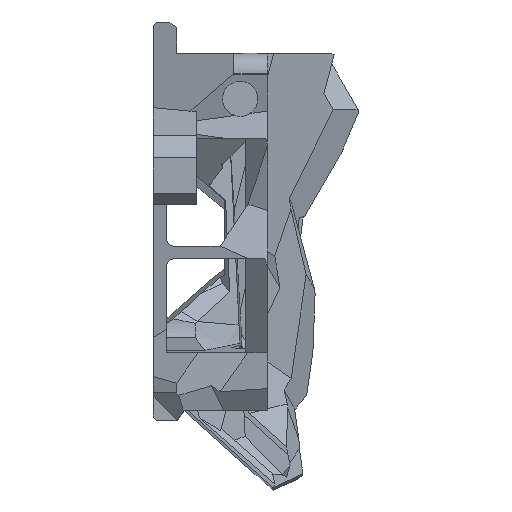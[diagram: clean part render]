
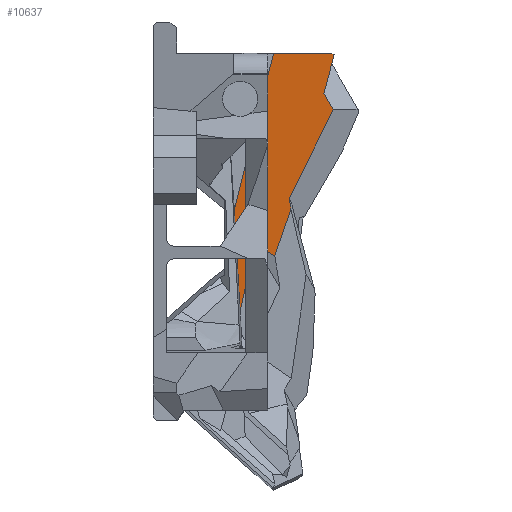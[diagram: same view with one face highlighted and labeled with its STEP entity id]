
A CAD part, left-side view. The second image highlights one B-rep face of the part: STEP entity #10637.
In plain terms, the highlighted planar face has unit normal (-0.997, 0.052, -0.056).
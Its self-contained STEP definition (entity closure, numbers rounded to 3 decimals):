
#476 = LINE ( 'NONE', #7938, #9808 ) ;
#511 = LINE ( 'NONE', #6672, #13213 ) ;
#659 = VERTEX_POINT ( 'NONE', #10263 ) ;
#819 = VECTOR ( 'NONE', #1408, 1000. ) ;
#902 = VECTOR ( 'NONE', #17136, 1000. ) ;
#925 = DIRECTION ( 'NONE',  ( 0., -0.731, -0.682 ) ) ;
#1249 = VERTEX_POINT ( 'NONE', #15056 ) ;
#1274 = CARTESIAN_POINT ( 'NONE',  ( 27.487, 3.497, 28.515 ) ) ;
#1332 = ORIENTED_EDGE ( 'NONE', *, *, #11817, .F. ) ;
#1408 = DIRECTION ( 'NONE',  ( 0.068, 0.258, -0.964 ) ) ;
#1419 = LINE ( 'NONE', #16742, #9471 ) ;
#1580 = VERTEX_POINT ( 'NONE', #19485 ) ;
#1722 = VERTEX_POINT ( 'NONE', #17240 ) ;
#1757 = EDGE_CURVE ( 'NONE', #15666, #659, #6470, .T. ) ;
#1833 = LINE ( 'NONE', #12926, #4200 ) ;
#2490 = CARTESIAN_POINT ( 'NONE',  ( 25.358, -6.998, 56.699 ) ) ;
#2929 = PLANE ( 'NONE',  #13955 ) ;
#2999 = ORIENTED_EDGE ( 'NONE', *, *, #15488, .F. ) ;
#3624 = DIRECTION ( 'NONE',  ( -0.067, -0.244, 0.968 ) ) ;
#3665 = EDGE_CURVE ( 'NONE', #9856, #9123, #6263, .T. ) ;
#4153 = ORIENTED_EDGE ( 'NONE', *, *, #8265, .F. ) ;
#4173 = ORIENTED_EDGE ( 'NONE', *, *, #3665, .T. ) ;
#4200 = VECTOR ( 'NONE', #8478, 1000. ) ;
#4310 = CARTESIAN_POINT ( 'NONE',  ( 26.413, -2.979, 41.635 ) ) ;
#4348 = DIRECTION ( 'NONE',  ( 0.997, -0.052, 0.056 ) ) ;
#4380 = ORIENTED_EDGE ( 'NONE', *, *, #4902, .F. ) ;
#4717 = VECTOR ( 'NONE', #9292, 1000. ) ;
#4902 = EDGE_CURVE ( 'NONE', #1249, #9123, #1833, .T. ) ;
#4934 = EDGE_CURVE ( 'NONE', #14001, #1580, #6780, .T. ) ;
#5413 = EDGE_LOOP ( 'NONE', ( #5817, #9906, #11804, #13913, #19255, #19319, #4173, #4380, #2999, #4153, #1332 ) ) ;
#5613 = DIRECTION ( 'NONE',  ( 0.022, -0.502, -0.865 ) ) ;
#5670 = FACE_OUTER_BOUND ( 'NONE', #5413, .T. ) ;
#5817 = ORIENTED_EDGE ( 'NONE', *, *, #14356, .T. ) ;
#6024 = CARTESIAN_POINT ( 'NONE',  ( 25.02, -8.507, 61.327 ) ) ;
#6118 = VERTEX_POINT ( 'NONE', #18049 ) ;
#6263 = LINE ( 'NONE', #15229, #4717 ) ;
#6470 = LINE ( 'NONE', #9384, #902 ) ;
#6567 = CARTESIAN_POINT ( 'NONE',  ( 25.515, -7.812, 53.14 ) ) ;
#6672 = CARTESIAN_POINT ( 'NONE',  ( 27.635, 3.338, 25.731 ) ) ;
#6765 = CARTESIAN_POINT ( 'NONE',  ( 25.718, -0.901, 55.972 ) ) ;
#6780 = LINE ( 'NONE', #6567, #16965 ) ;
#7088 = CARTESIAN_POINT ( 'NONE',  ( 25.873, -3.598, 50.688 ) ) ;
#7455 = VERTEX_POINT ( 'NONE', #8325 ) ;
#7938 = CARTESIAN_POINT ( 'NONE',  ( 26.874, -0.029, 36.173 ) ) ;
#8265 = EDGE_CURVE ( 'NONE', #12468, #7455, #511, .T. ) ;
#8325 = CARTESIAN_POINT ( 'NONE',  ( 26.792, 4.243, 41.61 ) ) ;
#8478 = DIRECTION ( 'NONE',  ( -0.052, -0.999, 0. ) ) ;
#8572 = CARTESIAN_POINT ( 'NONE',  ( 25.802, 0.643, 55.908 ) ) ;
#9123 = VERTEX_POINT ( 'NONE', #16952 ) ;
#9292 = DIRECTION ( 'NONE',  ( 0.018, 0.871, 0.49 ) ) ;
#9384 = CARTESIAN_POINT ( 'NONE',  ( 26.431, -2.894, 41.387 ) ) ;
#9443 = DIRECTION ( 'NONE',  ( -0.019, -0.877, -0.48 ) ) ;
#9471 = VECTOR ( 'NONE', #16353, 1000. ) ;
#9808 = VECTOR ( 'NONE', #9443, 1000. ) ;
#9856 = VERTEX_POINT ( 'NONE', #6024 ) ;
#9906 = ORIENTED_EDGE ( 'NONE', *, *, #1757, .F. ) ;
#10263 = CARTESIAN_POINT ( 'NONE',  ( 26.854, -0.924, 35.684 ) ) ;
#10637 = ADVANCED_FACE ( 'NONE', ( #5670 ), #2929, .F. ) ;
#11301 = LINE ( 'NONE', #6765, #18852 ) ;
#11495 = LINE ( 'NONE', #8572, #18866 ) ;
#11804 = ORIENTED_EDGE ( 'NONE', *, *, #18516, .F. ) ;
#11817 = EDGE_CURVE ( 'NONE', #1722, #12468, #1419, .T. ) ;
#12393 = VECTOR ( 'NONE', #5613, 1000. ) ;
#12468 = VERTEX_POINT ( 'NONE', #1274 ) ;
#12539 = CARTESIAN_POINT ( 'NONE',  ( 25.42, -8.389, 54.301 ) ) ;
#12610 = DIRECTION ( 'NONE',  ( -0.053, 0.057, 0.997 ) ) ;
#12926 = CARTESIAN_POINT ( 'NONE',  ( 25.25, -3.924, 61.5 ) ) ;
#13213 = VECTOR ( 'NONE', #12610, 1000. ) ;
#13726 = LINE ( 'NONE', #18348, #819 ) ;
#13913 = ORIENTED_EDGE ( 'NONE', *, *, #4934, .F. ) ;
#13955 = AXIS2_PLACEMENT_3D ( 'NONE', #7088, #4348, #925 ) ;
#14001 = VERTEX_POINT ( 'NONE', #12539 ) ;
#14356 = EDGE_CURVE ( 'NONE', #1722, #659, #476, .T. ) ;
#14515 = EDGE_CURVE ( 'NONE', #6118, #14001, #16298, .T. ) ;
#15056 = CARTESIAN_POINT ( 'NONE',  ( 25.415, -0.765, 61.5 ) ) ;
#15194 = EDGE_CURVE ( 'NONE', #9856, #6118, #13726, .T. ) ;
#15229 = CARTESIAN_POINT ( 'NONE',  ( 24.901, -14.261, 58.09 ) ) ;
#15488 = EDGE_CURVE ( 'NONE', #7455, #1249, #11495, .T. ) ;
#15666 = VERTEX_POINT ( 'NONE', #4310 ) ;
#15934 = DIRECTION ( 'NONE',  ( 0.073, 0.444, -0.893 ) ) ;
#16298 = LINE ( 'NONE', #2490, #12393 ) ;
#16353 = DIRECTION ( 'NONE',  ( 0.066, 0.21, -0.975 ) ) ;
#16742 = CARTESIAN_POINT ( 'NONE',  ( 26.64, 0.783, 41.095 ) ) ;
#16952 = CARTESIAN_POINT ( 'NONE',  ( 25.026, -8.2, 61.5 ) ) ;
#16965 = VECTOR ( 'NONE', #15934, 1000. ) ;
#17136 = DIRECTION ( 'NONE',  ( 0.07, 0.326, -0.943 ) ) ;
#17240 = CARTESIAN_POINT ( 'NONE',  ( 26.91, 1.647, 37.089 ) ) ;
#17434 = DIRECTION ( 'NONE',  ( 0.048, -0.143, -0.989 ) ) ;
#18049 = CARTESIAN_POINT ( 'NONE',  ( 25.366, -7.182, 56.382 ) ) ;
#18348 = CARTESIAN_POINT ( 'NONE',  ( 25.152, -8.001, 59.438 ) ) ;
#18516 = EDGE_CURVE ( 'NONE', #1580, #15666, #11301, .T. ) ;
#18852 = VECTOR ( 'NONE', #17434, 1000. ) ;
#18866 = VECTOR ( 'NONE', #3624, 1000. ) ;
#19255 = ORIENTED_EDGE ( 'NONE', *, *, #14515, .F. ) ;
#19319 = ORIENTED_EDGE ( 'NONE', *, *, #15194, .F. ) ;
#19485 = CARTESIAN_POINT ( 'NONE',  ( 26.346, -2.78, 43.009 ) ) ;
